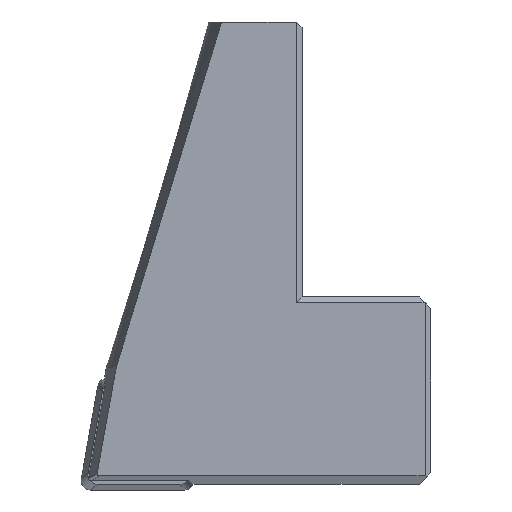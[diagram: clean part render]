
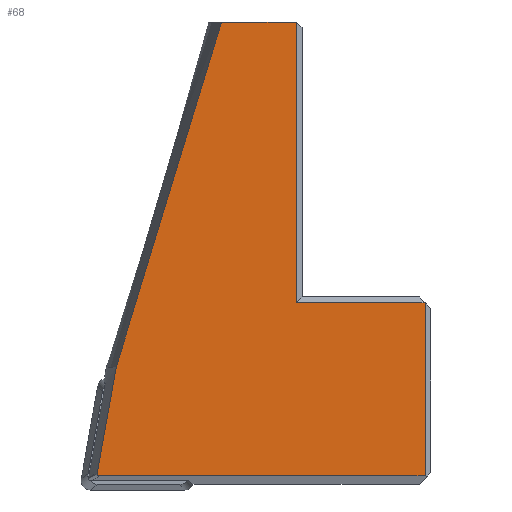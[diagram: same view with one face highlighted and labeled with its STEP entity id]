
A CAD part, front view. The second image highlights one B-rep face of the part: STEP entity #68.
In plain terms, the highlighted planar face has unit normal (0, -1, 0).
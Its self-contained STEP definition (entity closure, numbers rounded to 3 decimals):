
#68=ADVANCED_FACE('',(#133),#104,.F.);
#104=PLANE('',#705);
#133=FACE_OUTER_BOUND('',#169,.T.);
#169=EDGE_LOOP('',(#226,#227,#228,#229,#230,#231,#232,#233));
#206=B_SPLINE_CURVE_WITH_KNOTS('',3,(#990,#991,#992,#993,#994,#995,#996,
#997,#998),.UNSPECIFIED.,.F.,.F.,(4,1,1,1,1,1,4),(0.,0.167,0.333,
0.5,0.667,0.833,1.),.UNSPECIFIED.);
#207=B_SPLINE_CURVE_WITH_KNOTS('',3,(#1000,#1001,#1002,#1003,#1004,#1005),
 .UNSPECIFIED.,.F.,.F.,(4,1,1,4),(0.,0.333,0.667,1.),
 .UNSPECIFIED.);
#208=B_SPLINE_CURVE_WITH_KNOTS('',3,(#1007,#1008,#1009,#1010,#1011,#1012,
#1013,#1014,#1015,#1016,#1017,#1018,#1019,#1020,#1021,#1022,#1023,#1024),
 .UNSPECIFIED.,.F.,.F.,(4,1,1,1,1,1,1,1,1,1,1,1,1,1,1,4),(0.,0.067,
0.133,0.2,0.267,0.333,0.4,0.467,
0.533,0.6,0.667,0.733,0.8,0.867,
0.933,1.),.UNSPECIFIED.);
#226=ORIENTED_EDGE('',*,*,#463,.F.);
#227=ORIENTED_EDGE('',*,*,#464,.F.);
#228=ORIENTED_EDGE('',*,*,#465,.F.);
#229=ORIENTED_EDGE('',*,*,#466,.F.);
#230=ORIENTED_EDGE('',*,*,#457,.F.);
#231=ORIENTED_EDGE('',*,*,#467,.F.);
#232=ORIENTED_EDGE('',*,*,#468,.T.);
#233=ORIENTED_EDGE('',*,*,#469,.F.);
#399=VERTEX_POINT('',#936);
#400=VERTEX_POINT('',#938);
#404=VERTEX_POINT('',#988);
#405=VERTEX_POINT('',#989);
#406=VERTEX_POINT('',#999);
#407=VERTEX_POINT('',#1006);
#408=VERTEX_POINT('',#1026);
#409=VERTEX_POINT('',#1028);
#457=EDGE_CURVE('',#399,#400,#547,.T.);
#463=EDGE_CURVE('',#404,#405,#550,.T.);
#464=EDGE_CURVE('',#406,#404,#206,.T.);
#465=EDGE_CURVE('',#407,#406,#207,.T.);
#466=EDGE_CURVE('',#400,#407,#208,.T.);
#467=EDGE_CURVE('',#408,#399,#551,.T.);
#468=EDGE_CURVE('',#408,#409,#552,.T.);
#469=EDGE_CURVE('',#405,#409,#553,.T.);
#547=LINE('',#937,#615);
#550=LINE('',#987,#618);
#551=LINE('',#1025,#619);
#552=LINE('',#1027,#620);
#553=LINE('',#1029,#621);
#615=VECTOR('',#764,1.);
#618=VECTOR('',#771,1.);
#619=VECTOR('',#772,1.);
#620=VECTOR('',#773,1.);
#621=VECTOR('',#774,1.);
#705=AXIS2_PLACEMENT_3D('',#1030,#775,#776);
#764=DIRECTION('',(-1.,0.,0.));
#771=DIRECTION('',(1.,0.,0.));
#772=DIRECTION('',(0.,0.,-1.));
#773=DIRECTION('',(-1.,0.,0.));
#774=DIRECTION('',(0.,0.,-1.));
#775=DIRECTION('',(0.,1.,0.));
#776=DIRECTION('',(0.,0.,1.));
#936=CARTESIAN_POINT('',(10.5,-8.,-15.3));
#937=CARTESIAN_POINT('',(10.5,-8.,-15.3));
#938=CARTESIAN_POINT('',(-17.326,-8.,-15.3));
#987=CARTESIAN_POINT('',(-6.893,-8.,23.5));
#988=CARTESIAN_POINT('',(-6.893,-8.,23.5));
#989=CARTESIAN_POINT('',(-0.5,-8.,23.5));
#990=CARTESIAN_POINT('',(-15.89,-8.,-6.));
#991=CARTESIAN_POINT('',(-15.286,-8.,-4.004));
#992=CARTESIAN_POINT('',(-14.114,-8.,-0.14));
#993=CARTESIAN_POINT('',(-12.475,-8.,5.252));
#994=CARTESIAN_POINT('',(-10.94,-8.,10.289));
#995=CARTESIAN_POINT('',(-9.502,-8.,14.999));
#996=CARTESIAN_POINT('',(-8.151,-8.,19.407));
#997=CARTESIAN_POINT('',(-7.303,-8.,22.167));
#998=CARTESIAN_POINT('',(-6.893,-8.,23.5));
#999=CARTESIAN_POINT('',(-15.89,-8.,-6.));
#1000=CARTESIAN_POINT('',(-17.524,-8.,-15.068));
#1001=CARTESIAN_POINT('',(-17.337,-8.,-14.028));
#1002=CARTESIAN_POINT('',(-16.966,-8.,-11.97));
#1003=CARTESIAN_POINT('',(-16.422,-8.,-8.949));
#1004=CARTESIAN_POINT('',(-16.066,-8.,-6.976));
#1005=CARTESIAN_POINT('',(-15.89,-8.,-6.));
#1006=CARTESIAN_POINT('',(-17.524,-8.,-15.068));
#1007=CARTESIAN_POINT('',(-17.326,-8.,-15.3));
#1008=CARTESIAN_POINT('',(-17.334,-8.,-15.3));
#1009=CARTESIAN_POINT('',(-17.35,-8.,-15.299));
#1010=CARTESIAN_POINT('',(-17.374,-8.,-15.295));
#1011=CARTESIAN_POINT('',(-17.397,-8.,-15.288));
#1012=CARTESIAN_POINT('',(-17.418,-8.,-15.279));
#1013=CARTESIAN_POINT('',(-17.438,-8.,-15.268));
#1014=CARTESIAN_POINT('',(-17.457,-8.,-15.254));
#1015=CARTESIAN_POINT('',(-17.474,-8.,-15.238));
#1016=CARTESIAN_POINT('',(-17.489,-8.,-15.22));
#1017=CARTESIAN_POINT('',(-17.501,-8.,-15.201));
#1018=CARTESIAN_POINT('',(-17.512,-8.,-15.181));
#1019=CARTESIAN_POINT('',(-17.52,-8.,-15.159));
#1020=CARTESIAN_POINT('',(-17.525,-8.,-15.137));
#1021=CARTESIAN_POINT('',(-17.527,-8.,-15.114));
#1022=CARTESIAN_POINT('',(-17.527,-8.,-15.091));
#1023=CARTESIAN_POINT('',(-17.525,-8.,-15.076));
#1024=CARTESIAN_POINT('',(-17.524,-8.,-15.068));
#1025=CARTESIAN_POINT('',(10.5,-8.,-0.5));
#1026=CARTESIAN_POINT('',(10.5,-8.,-0.5));
#1027=CARTESIAN_POINT('',(10.5,-8.,-0.5));
#1028=CARTESIAN_POINT('',(-0.5,-8.,-0.5));
#1029=CARTESIAN_POINT('',(-0.5,-8.,23.5));
#1030=CARTESIAN_POINT('',(-22.048,-8.,-16.));
